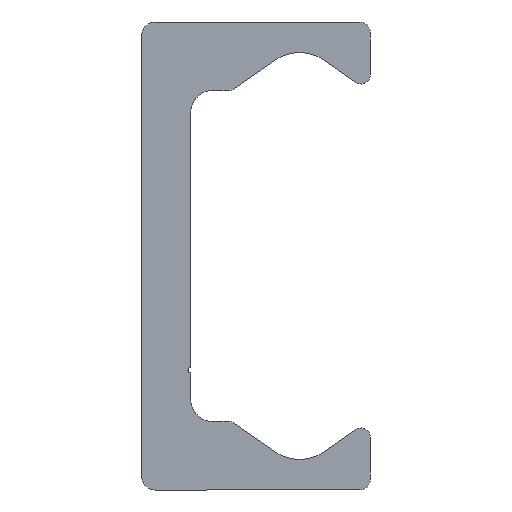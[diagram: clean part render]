
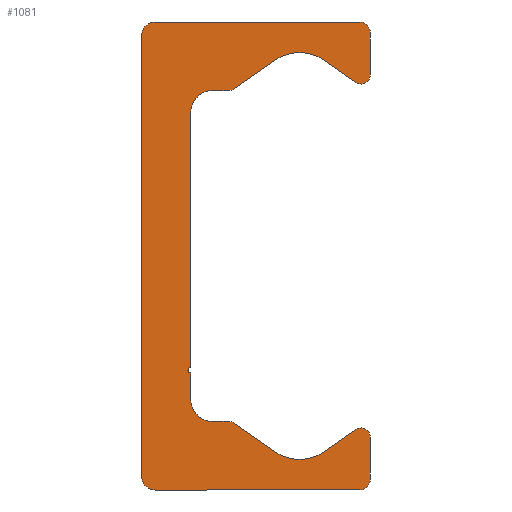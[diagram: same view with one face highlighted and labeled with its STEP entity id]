
A CAD part, left-side view. The second image highlights one B-rep face of the part: STEP entity #1081.
In plain terms, the highlighted planar face has unit normal (-1, 0, 0).
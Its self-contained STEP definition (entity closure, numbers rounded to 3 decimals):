
#220=CARTESIAN_POINT('',(0.0,9.25,-21.5));
#221=VERTEX_POINT('',#220);
#228=CARTESIAN_POINT('',(0.0,10.5,-20.25));
#229=VERTEX_POINT('',#228);
#230=CARTESIAN_POINT('',(0.0,9.25,-20.25));
#231=DIRECTION('',(1.0,0.0,0.0));
#232=DIRECTION('',(0.0,0.0,-1.0));
#233=AXIS2_PLACEMENT_3D('',#230,#231,#232);
#234=CIRCLE('',#233,1.25);
#235=EDGE_CURVE('',#221,#229,#234,.T.);
#259=CARTESIAN_POINT('',(0.0,-9.5,-21.5));
#260=VERTEX_POINT('',#259);
#267=CARTESIAN_POINT('',(0.0,-9.5,-21.5));
#268=DIRECTION('',(0.0,1.0,0.0));
#269=VECTOR('',#268,18.75);
#270=LINE('',#267,#269);
#271=EDGE_CURVE('',#260,#221,#270,.T.);
#291=CARTESIAN_POINT('',(0.0,-10.5,-20.5));
#292=VERTEX_POINT('',#291);
#299=CARTESIAN_POINT('',(0.0,-9.5,-20.5));
#300=DIRECTION('',(1.0,0.0,0.0));
#301=DIRECTION('',(0.0,-1.0,0.0));
#302=AXIS2_PLACEMENT_3D('',#299,#300,#301);
#303=CIRCLE('',#302,1.0);
#304=EDGE_CURVE('',#292,#260,#303,.T.);
#323=CARTESIAN_POINT('',(0.0,-10.5,-16.65));
#324=VERTEX_POINT('',#323);
#331=CARTESIAN_POINT('',(0.0,-10.5,-16.65));
#332=DIRECTION('',(0.0,0.0,-1.0));
#333=VECTOR('',#332,3.85);
#334=LINE('',#331,#333);
#335=EDGE_CURVE('',#324,#292,#334,.T.);
#355=CARTESIAN_POINT('',(0.0,-9.162,-15.954));
#356=VERTEX_POINT('',#355);
#363=CARTESIAN_POINT('',(0.0,-9.65,-16.65));
#364=DIRECTION('',(1.0,0.0,0.0));
#365=DIRECTION('',(0.0,0.574,0.819));
#366=AXIS2_PLACEMENT_3D('',#363,#364,#365);
#367=CIRCLE('',#366,0.85);
#368=EDGE_CURVE('',#356,#324,#367,.T.);
#387=CARTESIAN_POINT('',(0.0,-6.294,-17.962));
#388=VERTEX_POINT('',#387);
#395=CARTESIAN_POINT('',(0.0,-6.294,-17.962));
#396=DIRECTION('',(0.0,-0.819,0.574));
#397=VECTOR('',#396,3.501);
#398=LINE('',#395,#397);
#399=EDGE_CURVE('',#388,#356,#398,.T.);
#419=CARTESIAN_POINT('',(0.0,-1.706,-17.962));
#420=VERTEX_POINT('',#419);
#427=CARTESIAN_POINT('',(0.0,-4.,-14.685));
#428=DIRECTION('',(-1.0,0.0,0.0));
#429=DIRECTION('',(0.0,0.574,0.819));
#430=AXIS2_PLACEMENT_3D('',#427,#428,#429);
#431=CIRCLE('',#430,4.0);
#432=EDGE_CURVE('',#420,#388,#431,.T.);
#451=CARTESIAN_POINT('',(0.0,1.981,-15.381));
#452=VERTEX_POINT('',#451);
#459=CARTESIAN_POINT('',(0.0,1.981,-15.381));
#460=DIRECTION('',(0.0,-0.819,-0.574));
#461=VECTOR('',#460,4.5);
#462=LINE('',#459,#461);
#463=EDGE_CURVE('',#452,#420,#462,.T.);
#483=CARTESIAN_POINT('',(0.0,2.554,-15.2));
#484=VERTEX_POINT('',#483);
#491=CARTESIAN_POINT('',(0.0,2.554,-16.2));
#492=DIRECTION('',(1.0,0.0,0.0));
#493=DIRECTION('',(0.0,0.0,1.0));
#494=AXIS2_PLACEMENT_3D('',#491,#492,#493);
#495=CIRCLE('',#494,1.);
#496=EDGE_CURVE('',#484,#452,#495,.T.);
#515=CARTESIAN_POINT('',(0.0,4.0,-15.2));
#516=VERTEX_POINT('',#515);
#523=CARTESIAN_POINT('',(0.0,4.0,-15.2));
#524=DIRECTION('',(0.0,-1.0,0.0));
#525=VECTOR('',#524,1.446);
#526=LINE('',#523,#525);
#527=EDGE_CURVE('',#516,#484,#526,.T.);
#547=CARTESIAN_POINT('',(0.0,6.,-13.2));
#548=VERTEX_POINT('',#547);
#555=CARTESIAN_POINT('',(0.0,4.,-13.2));
#556=DIRECTION('',(-1.0,0.0,0.0));
#557=DIRECTION('',(0.0,0.0,1.0));
#558=AXIS2_PLACEMENT_3D('',#555,#556,#557);
#559=CIRCLE('',#558,2.0);
#560=EDGE_CURVE('',#548,#516,#559,.T.);
#579=CARTESIAN_POINT('',(0.0,6.,-10.75));
#580=VERTEX_POINT('',#579);
#587=CARTESIAN_POINT('',(0.0,6.,-10.75));
#588=DIRECTION('',(0.0,0.0,-1.0));
#589=VECTOR('',#588,2.45);
#590=LINE('',#587,#589);
#591=EDGE_CURVE('',#580,#548,#590,.T.);
#611=CARTESIAN_POINT('',(0.0,6.,-10.25));
#612=VERTEX_POINT('',#611);
#619=CARTESIAN_POINT('',(0.0,6.,-10.5));
#620=DIRECTION('',(-1.0,0.0,0.0));
#621=DIRECTION('',(0.0,0.0,1.0));
#622=AXIS2_PLACEMENT_3D('',#619,#620,#621);
#623=CIRCLE('',#622,0.25);
#624=EDGE_CURVE('',#612,#580,#623,.T.);
#643=CARTESIAN_POINT('',(0.0,6.,13.2));
#644=VERTEX_POINT('',#643);
#651=CARTESIAN_POINT('',(0.0,6.,13.2));
#652=DIRECTION('',(0.0,0.0,-1.0));
#653=VECTOR('',#652,23.45);
#654=LINE('',#651,#653);
#655=EDGE_CURVE('',#644,#612,#654,.T.);
#681=CARTESIAN_POINT('',(0.0,4.0,15.2));
#682=VERTEX_POINT('',#681);
#689=CARTESIAN_POINT('',(0.0,4.,13.2));
#690=DIRECTION('',(-1.0,0.0,0.0));
#691=DIRECTION('',(0.0,-1.0,0.0));
#692=AXIS2_PLACEMENT_3D('',#689,#690,#691);
#693=CIRCLE('',#692,2.0);
#694=EDGE_CURVE('',#682,#644,#693,.T.);
#713=CARTESIAN_POINT('',(0.0,2.554,15.2));
#714=VERTEX_POINT('',#713);
#721=CARTESIAN_POINT('',(0.0,2.554,15.2));
#722=DIRECTION('',(0.0,1.0,0.0));
#723=VECTOR('',#722,1.446);
#724=LINE('',#721,#723);
#725=EDGE_CURVE('',#714,#682,#724,.T.);
#745=CARTESIAN_POINT('',(0.0,1.981,15.381));
#746=VERTEX_POINT('',#745);
#753=CARTESIAN_POINT('',(0.0,2.554,16.2));
#754=DIRECTION('',(1.0,0.0,0.0));
#755=DIRECTION('',(0.0,-0.574,-0.819));
#756=AXIS2_PLACEMENT_3D('',#753,#754,#755);
#757=CIRCLE('',#756,1.);
#758=EDGE_CURVE('',#746,#714,#757,.T.);
#777=CARTESIAN_POINT('',(0.0,-1.706,17.962));
#778=VERTEX_POINT('',#777);
#785=CARTESIAN_POINT('',(0.0,-1.706,17.962));
#786=DIRECTION('',(0.0,0.819,-0.574));
#787=VECTOR('',#786,4.5);
#788=LINE('',#785,#787);
#789=EDGE_CURVE('',#778,#746,#788,.T.);
#809=CARTESIAN_POINT('',(0.0,-6.294,17.962));
#810=VERTEX_POINT('',#809);
#817=CARTESIAN_POINT('',(0.0,-4.,14.685));
#818=DIRECTION('',(-1.0,0.0,0.0));
#819=DIRECTION('',(0.0,-0.574,-0.819));
#820=AXIS2_PLACEMENT_3D('',#817,#818,#819);
#821=CIRCLE('',#820,4.0);
#822=EDGE_CURVE('',#810,#778,#821,.T.);
#841=CARTESIAN_POINT('',(0.0,-9.162,15.954));
#842=VERTEX_POINT('',#841);
#849=CARTESIAN_POINT('',(0.0,-9.162,15.954));
#850=DIRECTION('',(0.0,0.819,0.574));
#851=VECTOR('',#850,3.501);
#852=LINE('',#849,#851);
#853=EDGE_CURVE('',#842,#810,#852,.T.);
#873=CARTESIAN_POINT('',(0.0,-10.5,16.65));
#874=VERTEX_POINT('',#873);
#881=CARTESIAN_POINT('',(0.0,-9.65,16.65));
#882=DIRECTION('',(1.0,0.0,0.0));
#883=DIRECTION('',(0.0,-1.0,0.0));
#884=AXIS2_PLACEMENT_3D('',#881,#882,#883);
#885=CIRCLE('',#884,0.85);
#886=EDGE_CURVE('',#874,#842,#885,.T.);
#905=CARTESIAN_POINT('',(0.0,-10.5,20.5));
#906=VERTEX_POINT('',#905);
#913=CARTESIAN_POINT('',(0.0,-10.5,20.5));
#914=DIRECTION('',(0.0,0.0,-1.0));
#915=VECTOR('',#914,3.85);
#916=LINE('',#913,#915);
#917=EDGE_CURVE('',#906,#874,#916,.T.);
#937=CARTESIAN_POINT('',(0.0,-9.5,21.5));
#938=VERTEX_POINT('',#937);
#945=CARTESIAN_POINT('',(0.0,-9.5,20.5));
#946=DIRECTION('',(1.0,0.0,0.0));
#947=DIRECTION('',(0.0,0.0,1.0));
#948=AXIS2_PLACEMENT_3D('',#945,#946,#947);
#949=CIRCLE('',#948,1.0);
#950=EDGE_CURVE('',#938,#906,#949,.T.);
#969=CARTESIAN_POINT('',(0.0,9.25,21.5));
#970=VERTEX_POINT('',#969);
#977=CARTESIAN_POINT('',(0.0,9.25,21.5));
#978=DIRECTION('',(0.0,-1.0,0.0));
#979=VECTOR('',#978,18.75);
#980=LINE('',#977,#979);
#981=EDGE_CURVE('',#970,#938,#980,.T.);
#1001=CARTESIAN_POINT('',(0.0,10.5,20.25));
#1002=VERTEX_POINT('',#1001);
#1009=CARTESIAN_POINT('',(0.0,9.25,20.25));
#1010=DIRECTION('',(1.0,0.0,0.0));
#1011=DIRECTION('',(0.0,1.0,0.0));
#1012=AXIS2_PLACEMENT_3D('',#1009,#1010,#1011);
#1013=CIRCLE('',#1012,1.25);
#1014=EDGE_CURVE('',#1002,#970,#1013,.T.);
#1032=CARTESIAN_POINT('',(0.0,10.5,-20.25));
#1033=DIRECTION('',(0.0,0.0,1.0));
#1034=VECTOR('',#1033,40.5);
#1035=LINE('',#1032,#1034);
#1036=EDGE_CURVE('',#229,#1002,#1035,.T.);
#1048=CARTESIAN_POINT('',(0.0,2.66,-0.019));
#1049=DIRECTION('',(1.0,0.0,0.0));
#1050=DIRECTION('',(0.0,0.0,-1.0));
#1051=AXIS2_PLACEMENT_3D('',#1048,#1049,#1050);
#1052=PLANE('',#1051);
#1053=ORIENTED_EDGE('',*,*,#1036,.F.);
#1054=ORIENTED_EDGE('',*,*,#235,.F.);
#1055=ORIENTED_EDGE('',*,*,#271,.F.);
#1056=ORIENTED_EDGE('',*,*,#304,.F.);
#1057=ORIENTED_EDGE('',*,*,#335,.F.);
#1058=ORIENTED_EDGE('',*,*,#368,.F.);
#1059=ORIENTED_EDGE('',*,*,#399,.F.);
#1060=ORIENTED_EDGE('',*,*,#432,.F.);
#1061=ORIENTED_EDGE('',*,*,#463,.F.);
#1062=ORIENTED_EDGE('',*,*,#496,.F.);
#1063=ORIENTED_EDGE('',*,*,#527,.F.);
#1064=ORIENTED_EDGE('',*,*,#560,.F.);
#1065=ORIENTED_EDGE('',*,*,#591,.F.);
#1066=ORIENTED_EDGE('',*,*,#624,.F.);
#1067=ORIENTED_EDGE('',*,*,#655,.F.);
#1068=ORIENTED_EDGE('',*,*,#694,.F.);
#1069=ORIENTED_EDGE('',*,*,#725,.F.);
#1070=ORIENTED_EDGE('',*,*,#758,.F.);
#1071=ORIENTED_EDGE('',*,*,#789,.F.);
#1072=ORIENTED_EDGE('',*,*,#822,.F.);
#1073=ORIENTED_EDGE('',*,*,#853,.F.);
#1074=ORIENTED_EDGE('',*,*,#886,.F.);
#1075=ORIENTED_EDGE('',*,*,#917,.F.);
#1076=ORIENTED_EDGE('',*,*,#950,.F.);
#1077=ORIENTED_EDGE('',*,*,#981,.F.);
#1078=ORIENTED_EDGE('',*,*,#1014,.F.);
#1079=EDGE_LOOP('',(#1053,#1054,#1055,#1056,#1057,#1058,#1059,#1060,#1061,#1062,#1063,#1064,#1065,#1066,#1067,#1068,#1069,#1070,#1071,#1072,#1073,#1074,#1075,#1076,#1077,#1078));
#1080=FACE_OUTER_BOUND('',#1079,.T.);
#1081=ADVANCED_FACE('',(#1080),#1052,.F.);
